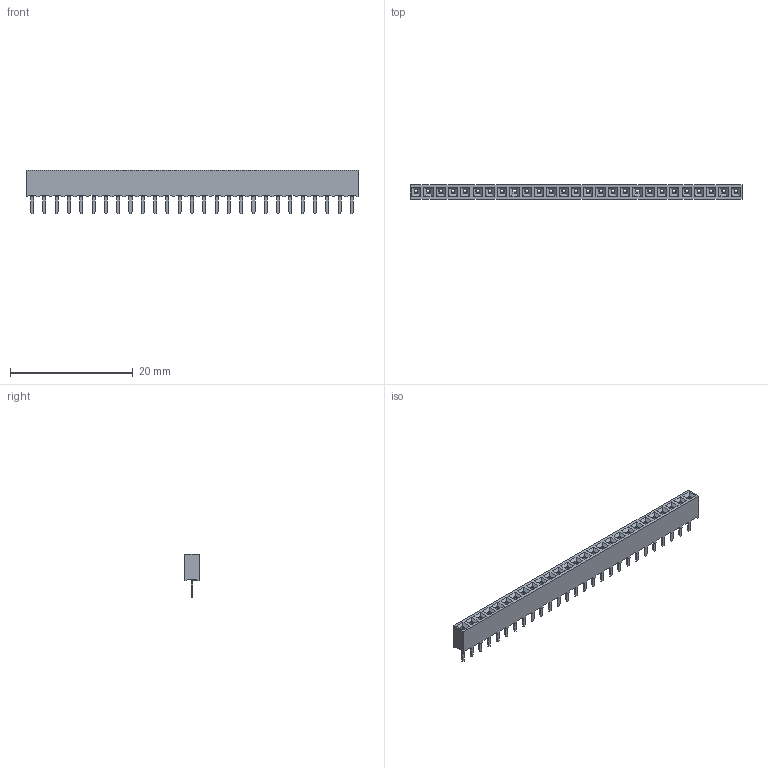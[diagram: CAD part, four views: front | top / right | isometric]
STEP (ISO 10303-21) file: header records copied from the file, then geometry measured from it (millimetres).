
FILE_DESCRIPTION(('STEP AP214'), '1');
FILE_NAME('PBS2', '', ('UNSPECIFIED'), ('UNSPECIFIED'), 'ASCON STEP Converter 1.6', 'ASCON Math Kernel', '');
FILE_SCHEMA(('AUTOMOTIVE_DESIGN { 1 0 10303 214 3 1 1}'));
Length unit declared in the file: millimetre
Bounding box: 54 x 2.4 x 7 mm (x, y, z)
Volume: 360.9 mm3; surface area: 2060.3 mm2
Topology: 28 solids, 28 shells, 2251 faces, 5721 edges, 3526 vertices
Faces by surface type: plane 1846, cylinder 405
Entity records: 84783 total; most frequent: CARTESIAN_POINT 11715, ORIENTED_EDGE 11442, DIRECTION 11035, EDGE_CURVE 5721, LINE 4911, VECTOR 4911, VERTEX_POINT 3742, AXIS2_PLACEMENT_3D 3062
